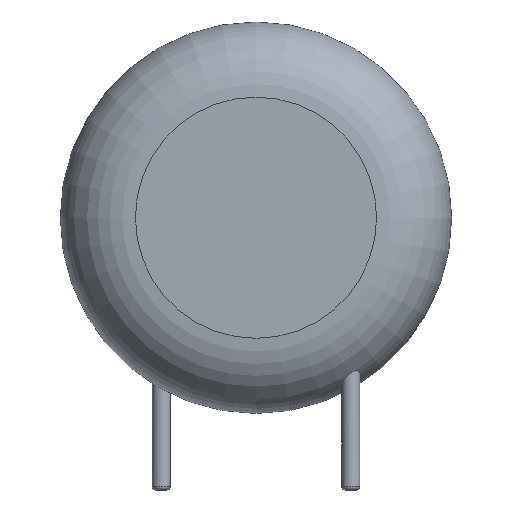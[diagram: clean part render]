
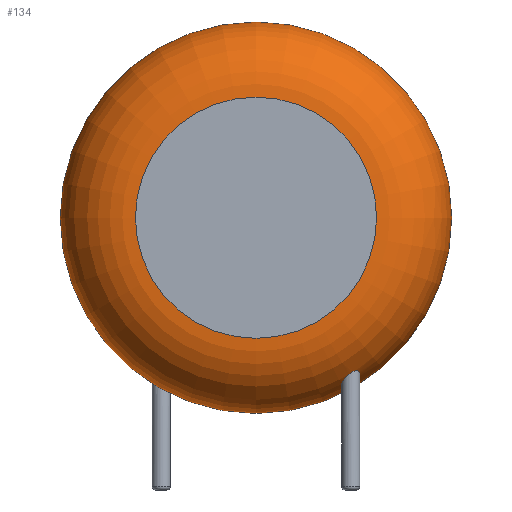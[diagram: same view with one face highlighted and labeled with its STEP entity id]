
A CAD part, front view. The second image highlights one B-rep face of the part: STEP entity #134.
In plain terms, the highlighted toroidal (fillet/blend) face has major radius 4.774 mm and minor radius 2.976 mm.
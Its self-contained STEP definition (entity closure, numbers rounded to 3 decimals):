
#24=VERTEX_POINT('',#25);
#25=CARTESIAN_POINT('',(11.5,-1.524,7.78));
#30=ORIENTED_EDGE('',*,*,#31,.T.);
#31=EDGE_CURVE('',#24,#24,#32,.T.);
#32=CIRCLE('',#33,7.75);
#33=AXIS2_PLACEMENT_3D('',#34,#35,#36);
#34=CARTESIAN_POINT('',(3.75,-1.524,7.78));
#35=DIRECTION('',(0.,-1.,0.));
#36=DIRECTION('',(1.,0.,0.));
#134=ADVANCED_FACE('',(#135,#151),#217,.T.);
#135=FACE_BOUND('',#136,.T.);
#136=EDGE_LOOP('',(#30,#137,#145,#150));
#137=ORIENTED_EDGE('',*,*,#138,.T.);
#138=EDGE_CURVE('',#24,#139,#141,.T.);
#139=VERTEX_POINT('',#140);
#140=CARTESIAN_POINT('',(8.524,-4.5,7.78));
#141=CIRCLE('',#142,2.976);
#142=AXIS2_PLACEMENT_3D('',#143,#144,#36);
#143=CARTESIAN_POINT('',(8.524,-1.524,7.78));
#144=DIRECTION('',(0.,0.,-1.));
#145=ORIENTED_EDGE('',*,*,#146,.F.);
#146=EDGE_CURVE('',#139,#139,#147,.T.);
#147=CIRCLE('',#148,4.774);
#148=AXIS2_PLACEMENT_3D('',#149,#35,#36);
#149=CARTESIAN_POINT('',(3.75,-4.5,7.78));
#150=ORIENTED_EDGE('',*,*,#138,.F.);
#151=FACE_BOUND('',#152,.T.);
#152=EDGE_LOOP('',(#153,#172));
#153=ORIENTED_EDGE('',*,*,#154,.T.);
#154=EDGE_CURVE('',#155,#157,#159,.T.);
#155=VERTEX_POINT('',#156);
#156=CARTESIAN_POINT('',(7.86,-2.9,1.611));
#157=VERTEX_POINT('',#158);
#158=CARTESIAN_POINT('',(7.495,-2.54,1.2));
#159=B_SPLINE_CURVE_WITH_KNOTS('',7,(#156,#160,#161,#162,#163,#164,#165,#166,#167,#168,#169,#170,#171,#158),.UNSPECIFIED.,.F.,.F.,(8,6,8),(0.,0.418,1.),.UNSPECIFIED.);
#160=CARTESIAN_POINT('',(7.86,-2.866,1.59));
#161=CARTESIAN_POINT('',(7.856,-2.833,1.567));
#162=CARTESIAN_POINT('',(7.849,-2.8,1.543));
#163=CARTESIAN_POINT('',(7.838,-2.768,1.518));
#164=CARTESIAN_POINT('',(7.824,-2.737,1.493));
#165=CARTESIAN_POINT('',(7.807,-2.709,1.467));
#166=CARTESIAN_POINT('',(7.758,-2.645,1.404));
#167=CARTESIAN_POINT('',(7.725,-2.612,1.367));
#168=CARTESIAN_POINT('',(7.686,-2.584,1.33));
#169=CARTESIAN_POINT('',(7.642,-2.562,1.294));
#170=CARTESIAN_POINT('',(7.595,-2.547,1.26));
#171=CARTESIAN_POINT('',(7.545,-2.539,1.228));
#172=ORIENTED_EDGE('',*,*,#173,.T.);
#173=EDGE_CURVE('',#157,#155,#174,.T.);
#174=B_SPLINE_CURVE_WITH_KNOTS('',7,(#158,#175,#176,#177,#178,#179,#180,#181,#182,#183,#184,#185,#186,#187,#188,#189,#190,#191,#192,#193,#194,#195,#196,#197,#198,#199,#200,#201,#202,#203,#204,#205,#206,#207,#208,#209,#210,#211,#212,#213,#214,#215,#216,#156),.UNSPECIFIED.,.F.,.F.,(8,6,6,6,6,6,6,8),(0.,0.186,0.293,0.346,0.501,0.696,0.905,1.),.UNSPECIFIED.);
#175=CARTESIAN_POINT('',(7.448,-2.541,1.174));
#176=CARTESIAN_POINT('',(7.402,-2.548,1.151));
#177=CARTESIAN_POINT('',(7.356,-2.563,1.132));
#178=CARTESIAN_POINT('',(7.313,-2.585,1.118));
#179=CARTESIAN_POINT('',(7.273,-2.614,1.109));
#180=CARTESIAN_POINT('',(7.239,-2.647,1.107));
#181=CARTESIAN_POINT('',(7.195,-2.706,1.112));
#182=CARTESIAN_POINT('',(7.181,-2.729,1.116));
#183=CARTESIAN_POINT('',(7.169,-2.753,1.122));
#184=CARTESIAN_POINT('',(7.159,-2.778,1.129));
#185=CARTESIAN_POINT('',(7.152,-2.803,1.139));
#186=CARTESIAN_POINT('',(7.146,-2.828,1.15));
#187=CARTESIAN_POINT('',(7.141,-2.866,1.168));
#188=CARTESIAN_POINT('',(7.14,-2.878,1.175));
#189=CARTESIAN_POINT('',(7.14,-2.891,1.182));
#190=CARTESIAN_POINT('',(7.14,-2.903,1.189));
#191=CARTESIAN_POINT('',(7.14,-2.916,1.197));
#192=CARTESIAN_POINT('',(7.141,-2.928,1.205));
#193=CARTESIAN_POINT('',(7.146,-2.976,1.237));
#194=CARTESIAN_POINT('',(7.154,-3.011,1.263));
#195=CARTESIAN_POINT('',(7.166,-3.044,1.291));
#196=CARTESIAN_POINT('',(7.182,-3.076,1.321));
#197=CARTESIAN_POINT('',(7.201,-3.105,1.352));
#198=CARTESIAN_POINT('',(7.223,-3.132,1.383));
#199=CARTESIAN_POINT('',(7.278,-3.187,1.455));
#200=CARTESIAN_POINT('',(7.314,-3.213,1.495));
#201=CARTESIAN_POINT('',(7.353,-3.235,1.535));
#202=CARTESIAN_POINT('',(7.396,-3.251,1.574));
#203=CARTESIAN_POINT('',(7.443,-3.261,1.609));
#204=CARTESIAN_POINT('',(7.491,-3.263,1.641));
#205=CARTESIAN_POINT('',(7.591,-3.252,1.693));
#206=CARTESIAN_POINT('',(7.643,-3.238,1.714));
#207=CARTESIAN_POINT('',(7.693,-3.214,1.726));
#208=CARTESIAN_POINT('',(7.737,-3.181,1.729));
#209=CARTESIAN_POINT('',(7.775,-3.142,1.723));
#210=CARTESIAN_POINT('',(7.804,-3.099,1.709));
#211=CARTESIAN_POINT('',(7.836,-3.032,1.682));
#212=CARTESIAN_POINT('',(7.844,-3.01,1.673));
#213=CARTESIAN_POINT('',(7.85,-2.989,1.662));
#214=CARTESIAN_POINT('',(7.855,-2.966,1.65));
#215=CARTESIAN_POINT('',(7.858,-2.944,1.638));
#216=CARTESIAN_POINT('',(7.86,-2.922,1.625));
#217=TOROIDAL_SURFACE('',#33,4.774,2.976);
